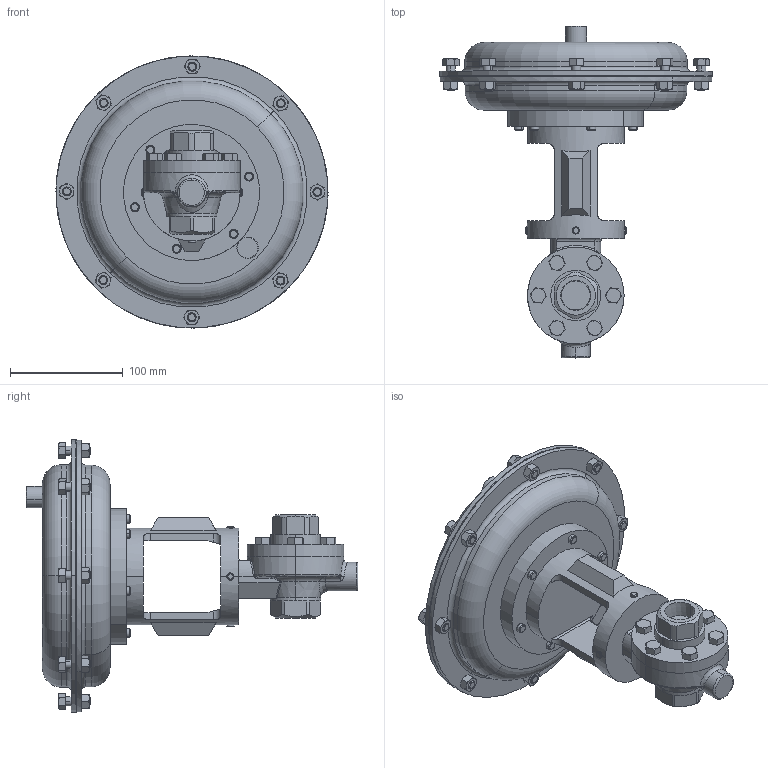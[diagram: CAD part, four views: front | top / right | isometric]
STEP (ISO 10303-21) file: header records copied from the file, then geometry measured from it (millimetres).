
FILE_DESCRIPTION (( 'STEP AP203' ), '1' );
FILE_NAME ('70-075-CS+S6-PT-35M.STEP', '2017-08-23T14:34:46', ( '' ), ( '' ), 'SwSTEP 2.0', 'SolidWorks 2014', '' );
FILE_SCHEMA (( 'CONFIG_CONTROL_DESIGN' ));
Length unit declared in the file: inch
Products named in the file (1): 70-075-CS+S6-PT-35M
Bounding box: 241.3 x 294.26 x 241.3 mm (x, y, z)
Volume: 2638515.3 mm3; surface area: 196200.9 mm2
Topology: 1 solids, 1 shells, 609 faces, 1394 edges, 842 vertices
Faces by surface type: plane 240, cone 229, cylinder 104, torus 18, bspline 16, sphere 2
Entity records: 20216 total; most frequent: CARTESIAN_POINT 7065, ORIENTED_EDGE 2784, DIRECTION 2599, EDGE_CURVE 1392, AXIS2_PLACEMENT_3D 1069, VERTEX_POINT 842, EDGE_LOOP 668, ADVANCED_FACE 609
